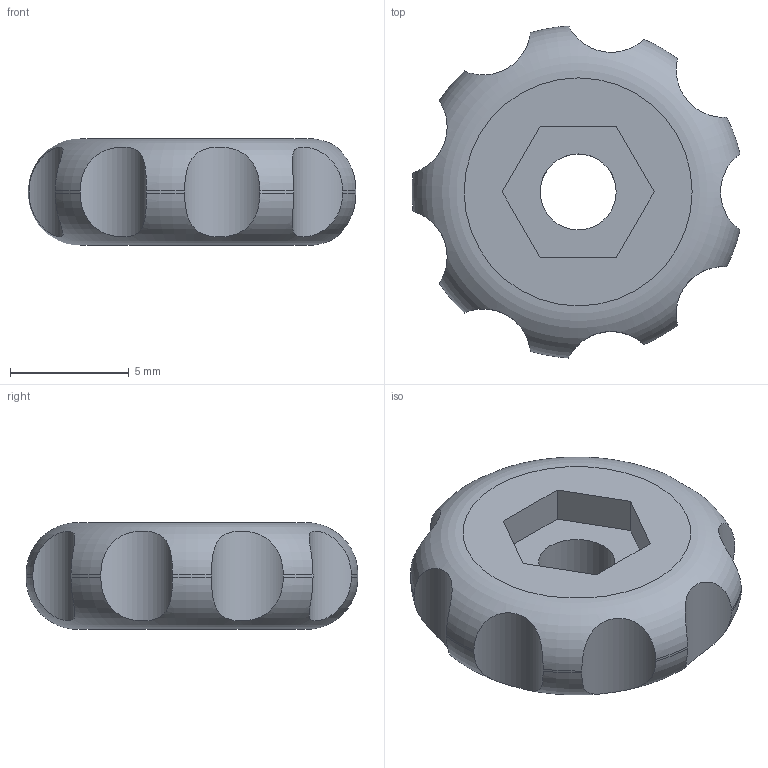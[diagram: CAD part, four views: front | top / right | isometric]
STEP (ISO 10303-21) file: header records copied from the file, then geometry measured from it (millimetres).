
FILE_DESCRIPTION(('FreeCAD Model'),'2;1');
FILE_NAME('y-thumb-wheel-x4.step', '2021-08-28T16:53:02',('Author'),(''), 'Open CASCADE STEP processor 7.3','FreeCAD','Unknown');
FILE_SCHEMA(('AUTOMOTIVE_DESIGN { 1 0 10303 214 1 1 1 1 }'));
Length unit declared in the file: millimetre
Products named in the file (1): thumb.wheel
Bounding box: 13.81 x 13.98 x 4.5 mm (x, y, z)
Volume: 494.7 mm3; surface area: 459.6 mm2
Topology: 1 solids, 1 shells, 30 faces, 81 edges, 54 vertices
Faces by surface type: cylinder 19, plane 9, torus 2
Full cylindrical faces by diameter (mm): 3.2 x1
Entity records: 6508 total; most frequent: CARTESIAN_POINT 4832, DIRECTION 217, ORIENTED_EDGE 162, PCURVE 162, DEFINITIONAL_REPRESENTATION 162, B_SPLINE_CURVE_WITH_KNOTS 112, LINE 103, VECTOR 103
